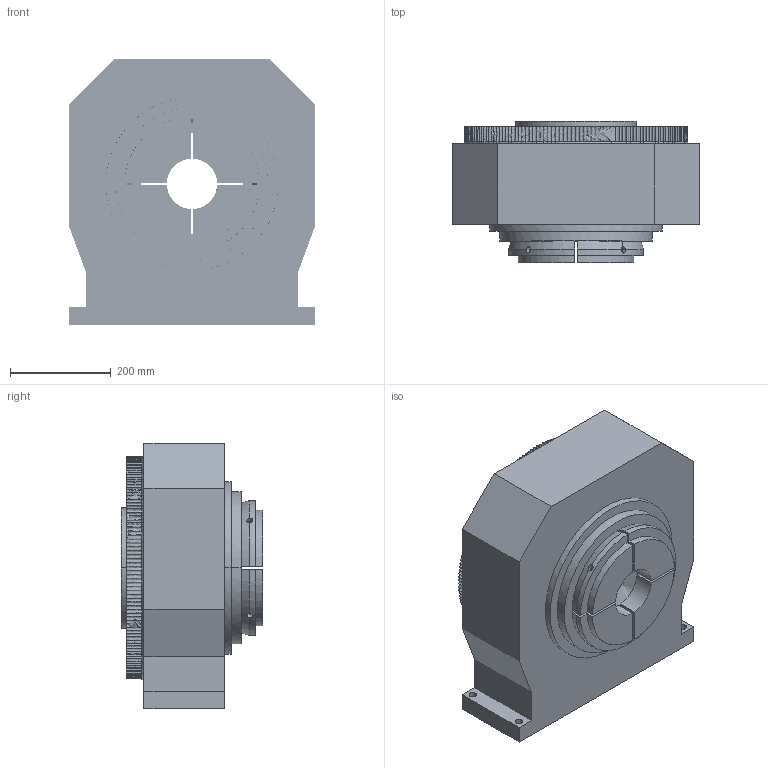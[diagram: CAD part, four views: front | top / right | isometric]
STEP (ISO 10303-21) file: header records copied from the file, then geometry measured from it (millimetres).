
FILE_DESCRIPTION (( 'STEP AP214' ), '1' );
FILE_NAME ('DRM-200气动主轴夹座.STEP', '2023-12-07T01:58:24', ( '' ), ( '' ), 'SwSTEP 2.0', 'SolidWorks 2023', '' );
FILE_SCHEMA (( 'AUTOMOTIVE_DESIGN' ));
Length unit declared in the file: millimetre
Products named in the file (1): DRM-200气动主轴夹座
Bounding box: 490 x 281 x 528 mm (x, y, z)
Volume: 41543553 mm3; surface area: 2112291.9 mm2
Topology: 10 solids, 10 shells, 203 faces, 577 edges, 396 vertices
Faces by surface type: bspline 122, plane 81
Entity records: 17817 total; most frequent: CARTESIAN_POINT 14165, ORIENTED_EDGE 1154, EDGE_CURVE 577, VERTEX_POINT 396, B_SPLINE_CURVE_WITH_KNOTS 385, EDGE_LOOP 233, ADVANCED_FACE 203, FACE_OUTER_BOUND 203
